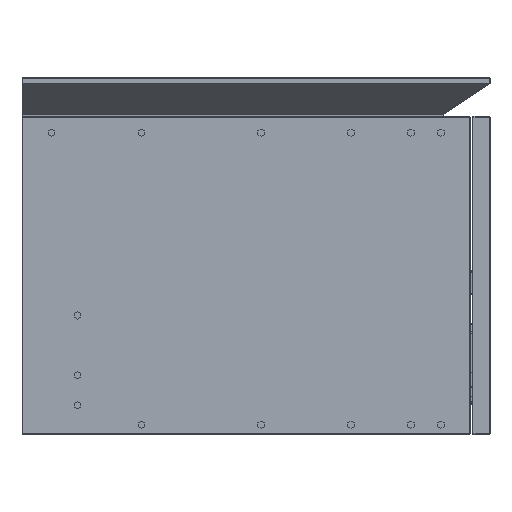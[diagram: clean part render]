
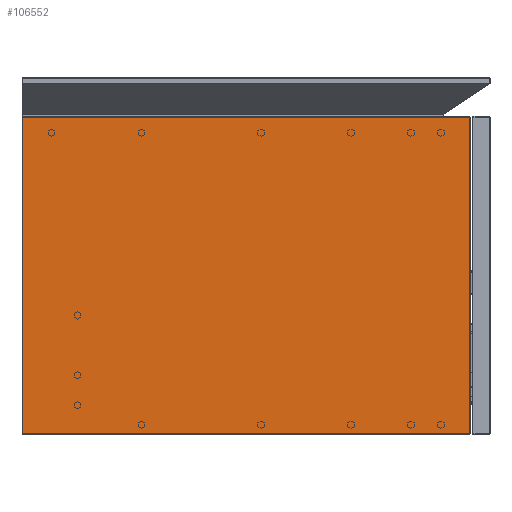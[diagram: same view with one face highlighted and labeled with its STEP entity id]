
A CAD part, left-side view. The second image highlights one B-rep face of the part: STEP entity #106552.
In plain terms, the highlighted planar face has unit normal (-1, 0, 0).
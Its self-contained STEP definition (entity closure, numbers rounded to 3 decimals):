
#11659=FACE_OUTER_BOUND('',#17841,.T.);
#17841=EDGE_LOOP('',(#71340,#71341,#71342,#71343));
#24749=LINE('',#157333,#34250);
#24751=LINE('',#157337,#34252);
#24758=LINE('',#157350,#34259);
#24766=LINE('',#157364,#34267);
#34250=VECTOR('',#124699,1.);
#34252=VECTOR('',#124703,1.);
#34259=VECTOR('',#124712,1.);
#34267=VECTOR('',#124726,1.);
#43802=VERTEX_POINT('',#157330);
#43803=VERTEX_POINT('',#157332);
#43804=VERTEX_POINT('',#157336);
#43807=VERTEX_POINT('',#157344);
#54652=EDGE_CURVE('',#43802,#43803,#24749,.T.);
#54654=EDGE_CURVE('',#43803,#43804,#24751,.T.);
#54661=EDGE_CURVE('',#43804,#43807,#24758,.T.);
#54669=EDGE_CURVE('',#43807,#43802,#24766,.T.);
#71340=ORIENTED_EDGE('',*,*,#54652,.F.);
#71341=ORIENTED_EDGE('',*,*,#54669,.F.);
#71342=ORIENTED_EDGE('',*,*,#54661,.F.);
#71343=ORIENTED_EDGE('',*,*,#54654,.F.);
#103359=PLANE('',#113010);
#106552=ADVANCED_FACE('',(#11659),#103359,.F.);
#113010=AXIS2_PLACEMENT_3D('',#157600,#125007,#125008);
#124699=DIRECTION('',(0.,-1.,0.));
#124703=DIRECTION('',(0.,0.,-1.));
#124712=DIRECTION('',(0.,1.,0.));
#124726=DIRECTION('',(0.,0.,1.));
#125007=DIRECTION('center_axis',(1.,0.,0.));
#125008=DIRECTION('ref_axis',(0.,-1.,0.));
#157330=CARTESIAN_POINT('',(0.,0.,339.2));
#157332=CARTESIAN_POINT('',(0.,-478.2,339.2));
#157333=CARTESIAN_POINT('',(0.,-359.25,339.2));
#157336=CARTESIAN_POINT('',(0.,-478.2,0.8));
#157337=CARTESIAN_POINT('',(0.,-478.2,85.));
#157344=CARTESIAN_POINT('',(0.,0.,0.8));
#157350=CARTESIAN_POINT('',(0.,-119.75,0.8));
#157364=CARTESIAN_POINT('',(0.,0.,0.));
#157600=CARTESIAN_POINT('Origin',(0.,-239.5,170.));
